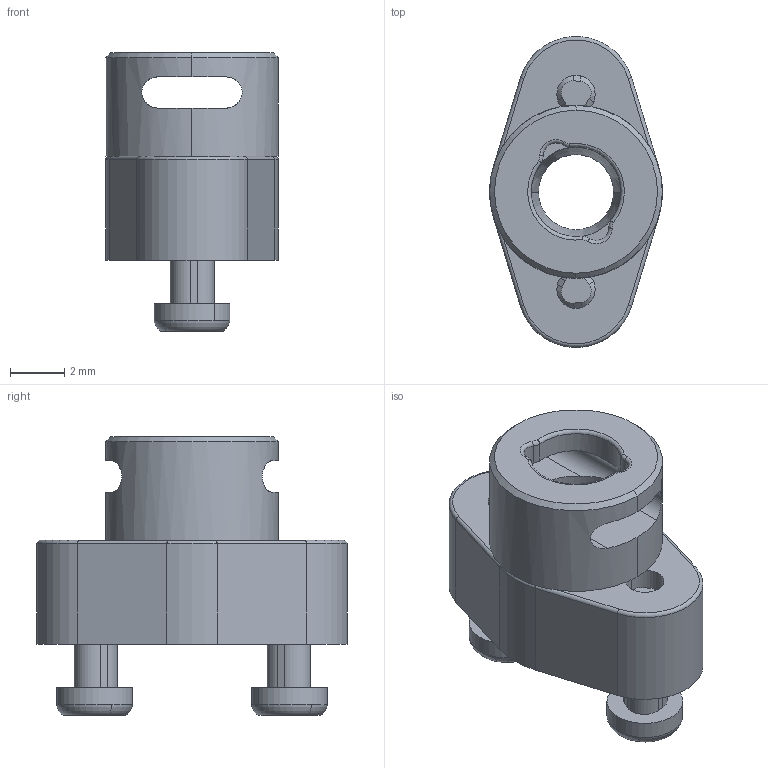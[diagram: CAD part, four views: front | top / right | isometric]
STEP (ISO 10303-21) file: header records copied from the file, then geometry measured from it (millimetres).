
FILE_DESCRIPTION((''),'2;1');
FILE_NAME('SAMTEC_CCH-J-01.stp','2013-02-05T14:05:10',(''),(''),'Mechanical Desktop 2011','Mechanical Desktop 2011',', , ');
FILE_SCHEMA(('AUTOMOTIVE_DESIGN { 1 2 10303 214 1 1 1 1 }'));
Length unit declared in the file: millimetre
Products named in the file (1): Product
Bounding box: 6.35 x 11.41 x 10.24 mm (x, y, z)
Volume: 264.8 mm3; surface area: 550.5 mm2
Topology: 4 solids, 4 shells, 160 faces, 406 edges, 248 vertices
Faces by surface type: cylinder 68, plane 54, cone 20, torus 18
Entity records: 5182 total; most frequent: CARTESIAN_POINT 1101, DIRECTION 944, ORIENTED_EDGE 804, EDGE_CURVE 402, AXIS2_PLACEMENT_3D 395, VERTEX_POINT 248, CIRCLE 234, EDGE_LOOP 170
